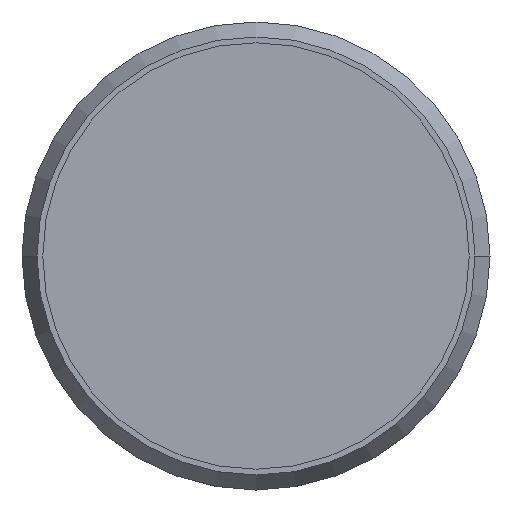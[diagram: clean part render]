
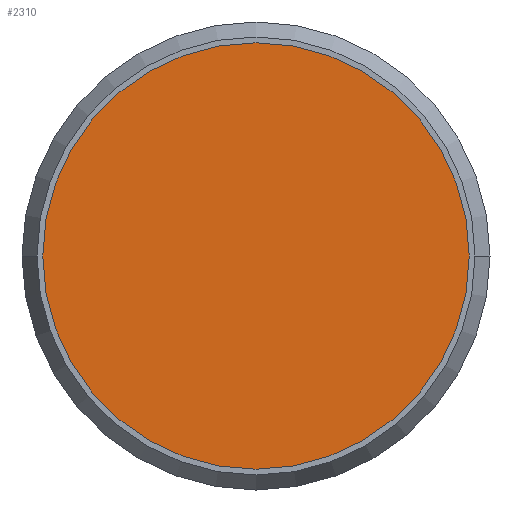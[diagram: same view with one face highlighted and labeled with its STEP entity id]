
A CAD part, front view. The second image highlights one B-rep face of the part: STEP entity #2310.
In plain terms, the highlighted planar face has unit normal (0, -1, 0).
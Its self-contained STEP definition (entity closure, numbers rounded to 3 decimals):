
#931=CARTESIAN_POINT('',(0.,-10.,0.));
#932=DIRECTION('',(0.,-1.,0.));
#933=DIRECTION('',(1.,0.,0.));
#934=AXIS2_PLACEMENT_3D('',#931,#932,#933);
#939=CARTESIAN_POINT('',(0.,-10.,0.));
#940=DIRECTION('',(0.,-1.,0.));
#941=DIRECTION('',(-1.,0.,0.));
#942=AXIS2_PLACEMENT_3D('',#939,#940,#941);
#979=CARTESIAN_POINT('',(8.2,-10.,0.));
#980=CARTESIAN_POINT('',(-8.2,-10.,0.));
#981=VERTEX_POINT('',#979);
#982=VERTEX_POINT('',#980);
#2301=CARTESIAN_POINT('',(0.,-10.,0.));
#2302=DIRECTION('',(0.,-1.,0.));
#2303=DIRECTION('',(1.,0.,0.));
#2304=AXIS2_PLACEMENT_3D('',#2301,#2302,#2303);
#2305=PLANE('',#2304);
#2306=ORIENTED_EDGE('',*,*,#2281,.F.);
#2307=ORIENTED_EDGE('',*,*,#2295,.F.);
#2308=EDGE_LOOP('',(#2306,#2307));
#2309=FACE_OUTER_BOUND('',#2308,.F.);
#2310=ADVANCED_FACE('',(#2309),#2305,.T.);
#935=CIRCLE('',#934,8.2);
#943=CIRCLE('',#942,8.2);
#2281=EDGE_CURVE('',#981,#982,#935,.T.);
#2295=EDGE_CURVE('',#982,#981,#943,.T.);
